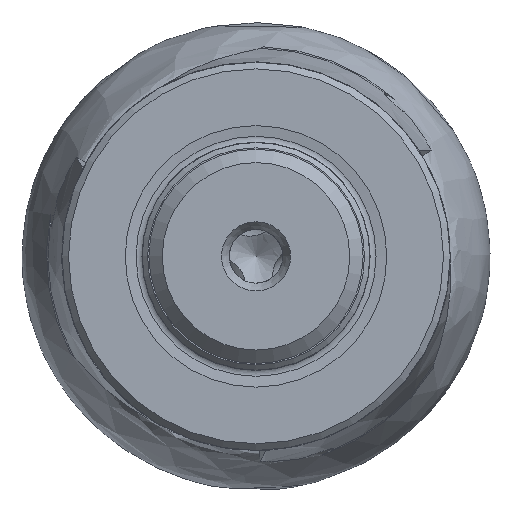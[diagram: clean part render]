
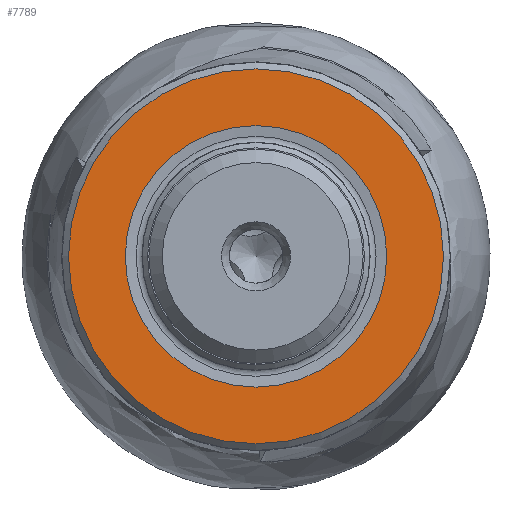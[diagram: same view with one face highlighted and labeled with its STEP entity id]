
A CAD part, left-side view. The second image highlights one B-rep face of the part: STEP entity #7789.
In plain terms, the highlighted planar face has unit normal (-1, 0, 0).
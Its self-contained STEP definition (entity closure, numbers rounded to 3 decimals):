
#187 = EDGE_LOOP ( 'NONE', ( #7255 ) ) ;
#960 = DIRECTION ( 'NONE',  ( 0., 0., 1. ) ) ;
#1130 = AXIS2_PLACEMENT_3D ( 'NONE', #3019, #7369, #3649 ) ;
#1188 = AXIS2_PLACEMENT_3D ( 'NONE', #7736, #4681, #960 ) ;
#1416 = ORIENTED_EDGE ( 'NONE', *, *, #6658, .F. ) ;
#1576 = DIRECTION ( 'NONE',  ( 1., 0., 0. ) ) ;
#1738 = VERTEX_POINT ( 'NONE', #3061 ) ;
#2128 = CIRCLE ( 'NONE', #1130, 14. ) ;
#2430 = CARTESIAN_POINT ( 'NONE',  ( -40.905, 0., -14. ) ) ;
#2656 = AXIS2_PLACEMENT_3D ( 'NONE', #5325, #1576, #5951 ) ;
#3019 = CARTESIAN_POINT ( 'NONE',  ( -40.905, 0., 0. ) ) ;
#3061 = CARTESIAN_POINT ( 'NONE',  ( -40.905, 0., -9.766 ) ) ;
#3649 = DIRECTION ( 'NONE',  ( 0., 0., -1. ) ) ;
#4054 = PLANE ( 'NONE',  #1188 ) ;
#4681 = DIRECTION ( 'NONE',  ( -1., 0., 0. ) ) ;
#5067 = VERTEX_POINT ( 'NONE', #2430 ) ;
#5178 = FACE_BOUND ( 'NONE', #187, .T. ) ;
#5325 = CARTESIAN_POINT ( 'NONE',  ( -40.905, 0., 0. ) ) ;
#5554 = FACE_OUTER_BOUND ( 'NONE', #6334, .T. ) ;
#5951 = DIRECTION ( 'NONE',  ( 0., 0., -1. ) ) ;
#6334 = EDGE_LOOP ( 'NONE', ( #1416 ) ) ;
#6658 = EDGE_CURVE ( 'NONE', #5067, #5067, #2128, .T. ) ;
#7168 = EDGE_CURVE ( 'NONE', #1738, #1738, #7291, .T. ) ;
#7255 = ORIENTED_EDGE ( 'NONE', *, *, #7168, .T. ) ;
#7291 = CIRCLE ( 'NONE', #2656, 9.766 ) ;
#7369 = DIRECTION ( 'NONE',  ( 1., 0., 0. ) ) ;
#7736 = CARTESIAN_POINT ( 'NONE',  ( -40.905, 9.766, 0. ) ) ;
#7789 = ADVANCED_FACE ( 'NONE', ( #5178, #5554 ), #4054, .T. ) ;
